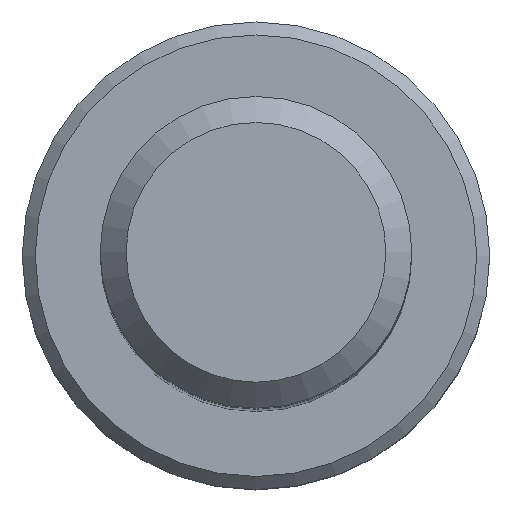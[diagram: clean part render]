
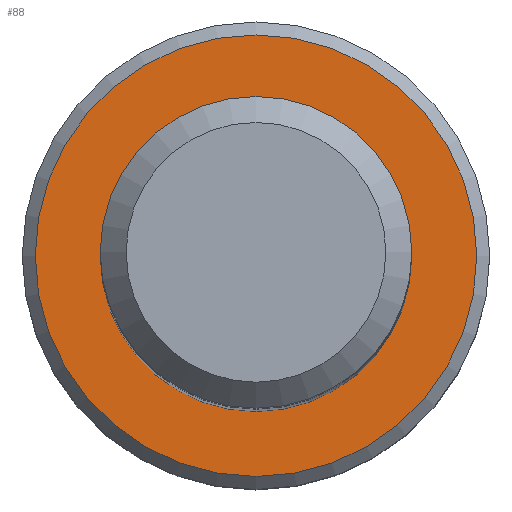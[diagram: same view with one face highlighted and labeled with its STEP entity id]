
A CAD part, top view. The second image highlights one B-rep face of the part: STEP entity #88.
In plain terms, the highlighted planar face has unit normal (0, 0, 1).
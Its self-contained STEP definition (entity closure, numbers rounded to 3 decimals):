
#88 = ADVANCED_FACE( '', ( #132, #133 ), #134, .T. );
#132 = FACE_OUTER_BOUND( '', #203, .T. );
#133 = FACE_BOUND( '', #204, .T. );
#134 = PLANE( '', #205 );
#203 = EDGE_LOOP( '', ( #339 ) );
#204 = EDGE_LOOP( '', ( #340 ) );
#205 = AXIS2_PLACEMENT_3D( '', #341, #342, #343 );
#339 = ORIENTED_EDGE( '', *, *, #452, .T. );
#340 = ORIENTED_EDGE( '', *, *, #453, .F. );
#341 = CARTESIAN_POINT( '', ( 0., 0., 12. ) );
#342 = DIRECTION( '', ( 0., 0., 1. ) );
#343 = DIRECTION( '', ( 1., 0., 0. ) );
#452 = EDGE_CURVE( '', #516, #516, #517, .T. );
#453 = EDGE_CURVE( '', #518, #518, #519, .T. );
#516 = VERTEX_POINT( '', #616 );
#517 = CIRCLE( '', #617, 8.5 );
#518 = VERTEX_POINT( '', #618 );
#519 = CIRCLE( '', #619, 5.9 );
#616 = CARTESIAN_POINT( '', ( 8.5, 0., 12. ) );
#617 = AXIS2_PLACEMENT_3D( '', #688, #689, #690 );
#618 = CARTESIAN_POINT( '', ( 5.9, 0., 12. ) );
#619 = AXIS2_PLACEMENT_3D( '', #691, #692, #693 );
#688 = CARTESIAN_POINT( '', ( 0., 0., 12. ) );
#689 = DIRECTION( '', ( 0., 0., 1. ) );
#690 = DIRECTION( '', ( 1., 0., 0. ) );
#691 = CARTESIAN_POINT( '', ( 0., 0., 12. ) );
#692 = DIRECTION( '', ( 0., 0., 1. ) );
#693 = DIRECTION( '', ( 1., 0., 0. ) );
